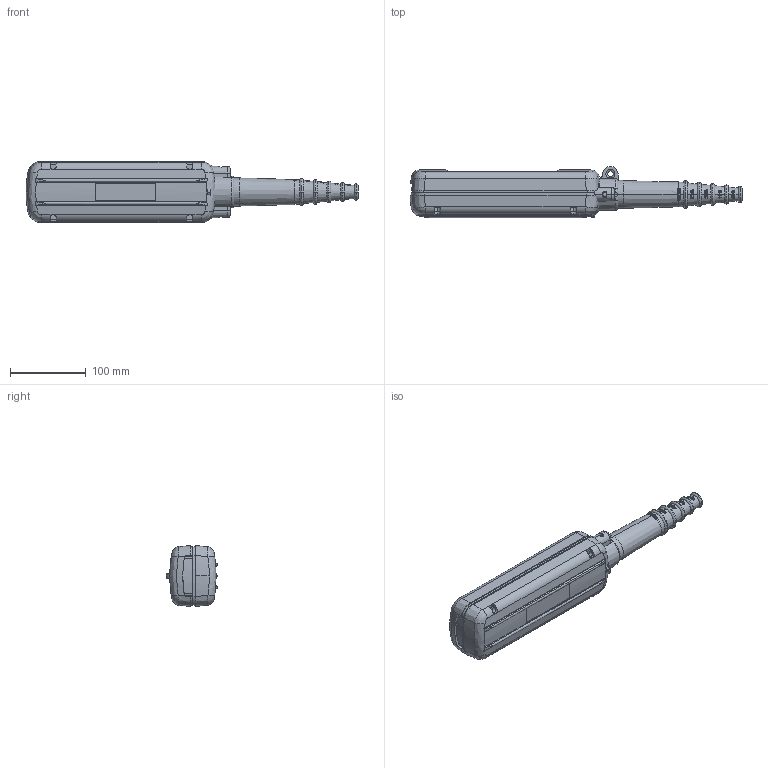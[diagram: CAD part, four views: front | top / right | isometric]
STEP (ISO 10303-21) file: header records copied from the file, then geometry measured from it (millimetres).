
FILE_DESCRIPTION(('STEP AP242'),'1');
FILE_NAME('xaca471.stp','2019-07-29T09:47:57',('TraceParts'),('TraceParts S.A.'),'Spatial InterOp 3D',' ',' ');
FILE_SCHEMA(('AP242_MANAGED_MODEL_BASED_3D_ENGINEERING_MIM_LF {1 0 10303 442 1 1 4}'));
Length unit declared in the file: millimetre
Products named in the file (1): xaca471_1
Bounding box: 437.81 x 67.5 x 80 mm (x, y, z)
Volume: 1002883.4 mm3; surface area: 223377.4 mm2
Topology: 12 solids, 12 shells, 1924 faces, 5440 edges, 3560 vertices
Faces by surface type: plane 1036, cylinder 443, bspline 141, cone 131, torus 91, extrusion 52, sphere 26, revolution 4
Entity records: 71693 total; most frequent: CARTESIAN_POINT 23470, ORIENTED_EDGE 10880, DIRECTION 9204, EDGE_CURVE 5440, VERTEX_POINT 3560, AXIS2_PLACEMENT_3D 3417, VECTOR 2366, LINE 2314
